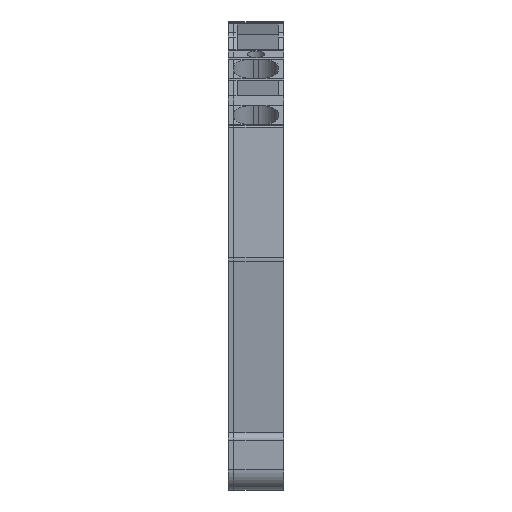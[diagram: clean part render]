
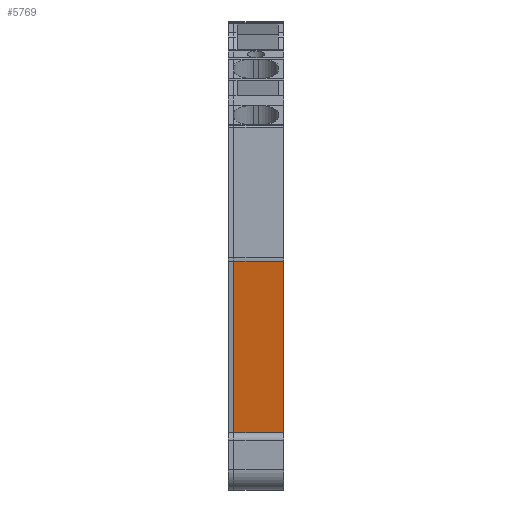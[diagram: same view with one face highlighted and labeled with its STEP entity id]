
A CAD part, front view. The second image highlights one B-rep face of the part: STEP entity #5769.
In plain terms, the highlighted planar face has unit normal (0, -0.986, -0.168).
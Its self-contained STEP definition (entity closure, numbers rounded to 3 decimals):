
#5755=AXIS2_PLACEMENT_3D('Plane Axis2P3D',#5752,#5753,#5754) ;
#1044=CARTESIAN_POINT('Vertex',(5.1,0.027,21.128)) ;
#1047=CARTESIAN_POINT('Line Origine',(5.1,1.476,12.625)) ;
#1051=CARTESIAN_POINT('Vertex',(5.1,2.924,4.123)) ;
#1455=CARTESIAN_POINT('Line Origine',(3.05,2.924,4.123)) ;
#1459=CARTESIAN_POINT('Vertex',(1.,2.924,4.123)) ;
#3979=CARTESIAN_POINT('Vertex',(0.5,2.924,4.123)) ;
#3987=CARTESIAN_POINT('Line Origine',(2.55,2.924,4.123)) ;
#5733=CARTESIAN_POINT('Line Origine',(2.55,0.027,21.128)) ;
#5737=CARTESIAN_POINT('Vertex',(0.5,0.027,21.128)) ;
#5752=CARTESIAN_POINT('Axis2P3D Location',(0.,0.027,21.128)) ;
#5757=CARTESIAN_POINT('Line Origine',(0.5,1.476,12.625)) ;
#1048=DIRECTION('Vector Direction',(0.,0.168,-0.986)) ;
#1456=DIRECTION('Vector Direction',(-1.,0.,0.)) ;
#3988=DIRECTION('Vector Direction',(-1.,0.,0.)) ;
#5734=DIRECTION('Vector Direction',(-1.,0.,0.)) ;
#5753=DIRECTION('Axis2P3D Direction',(0.,0.986,0.168)) ;
#5754=DIRECTION('Axis2P3D XDirection',(0.,0.168,-0.986)) ;
#5758=DIRECTION('Vector Direction',(0.,0.168,-0.986)) ;
#1049=VECTOR('Line Direction',#1048,1.) ;
#1457=VECTOR('Line Direction',#1456,1.) ;
#3989=VECTOR('Line Direction',#3988,1.) ;
#5735=VECTOR('Line Direction',#5734,1.) ;
#5759=VECTOR('Line Direction',#5758,1.) ;
#5763=ORIENTED_EDGE('',*,*,#5761,.T.) ;
#5764=ORIENTED_EDGE('',*,*,#3991,.F.) ;
#5765=ORIENTED_EDGE('',*,*,#1461,.T.) ;
#5766=ORIENTED_EDGE('',*,*,#1053,.T.) ;
#5767=ORIENTED_EDGE('',*,*,#5739,.T.) ;
#5769=ADVANCED_FACE('25727_KLTR_ZPE2.5-2_4AN.1\\Hauptk\X2\00F6\X0\rper',(#5768),#5756,.F.) ;
#1053=EDGE_CURVE('',#1052,#1045,#1050,.F.) ;
#1461=EDGE_CURVE('',#1460,#1052,#1458,.F.) ;
#3991=EDGE_CURVE('',#1460,#3980,#3990,.T.) ;
#5739=EDGE_CURVE('',#1045,#5738,#5736,.T.) ;
#5761=EDGE_CURVE('',#5738,#3980,#5760,.T.) ;
#5762=EDGE_LOOP('',(#5763,#5764,#5765,#5766,#5767)) ;
#5768=FACE_OUTER_BOUND('',#5762,.T.) ;
#1050=LINE('Line',#1047,#1049) ;
#1458=LINE('Line',#1455,#1457) ;
#3990=LINE('Line',#3987,#3989) ;
#5736=LINE('Line',#5733,#5735) ;
#5760=LINE('Line',#5757,#5759) ;
#5756=PLANE('',#5755) ;
#1045=VERTEX_POINT('',#1044) ;
#1052=VERTEX_POINT('',#1051) ;
#1460=VERTEX_POINT('',#1459) ;
#3980=VERTEX_POINT('',#3979) ;
#5738=VERTEX_POINT('',#5737) ;
